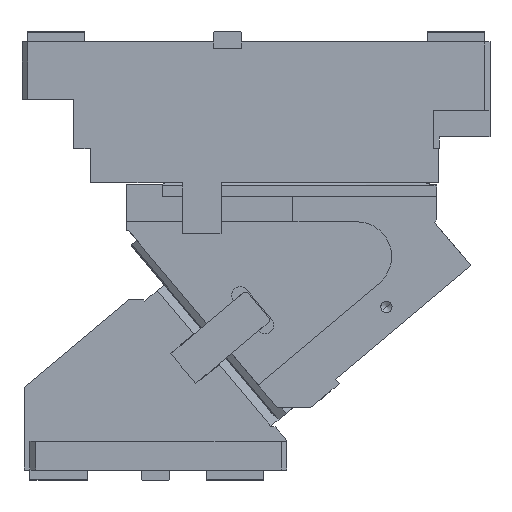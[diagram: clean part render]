
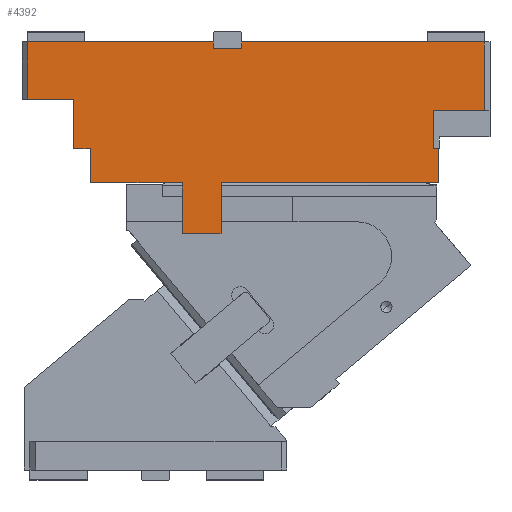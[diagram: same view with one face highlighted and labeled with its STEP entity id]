
A CAD part, front view. The second image highlights one B-rep face of the part: STEP entity #4392.
In plain terms, the highlighted planar face has unit normal (0, -1, 0).
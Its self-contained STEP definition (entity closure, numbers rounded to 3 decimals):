
#364=CARTESIAN_POINT('Vertex',(5.,-200.,0.)) ;
#367=CARTESIAN_POINT('Line Origine',(86.25,-200.,0.)) ;
#371=CARTESIAN_POINT('Vertex',(167.5,-200.,0.)) ;
#498=CARTESIAN_POINT('Vertex',(5.,-200.,-50.)) ;
#501=CARTESIAN_POINT('Line Origine',(5.,-200.,-25.)) ;
#1741=CARTESIAN_POINT('Vertex',(45.,-200.,-93.49)) ;
#1744=CARTESIAN_POINT('Line Origine',(45.,-200.,-71.745)) ;
#1748=CARTESIAN_POINT('Vertex',(45.,-200.,-50.)) ;
#1774=CARTESIAN_POINT('Vertex',(59.85,-200.,-93.49)) ;
#1779=CARTESIAN_POINT('Line Origine',(52.425,-200.,-93.49)) ;
#1819=CARTESIAN_POINT('Vertex',(59.85,-200.,-123.49)) ;
#1822=CARTESIAN_POINT('Line Origine',(59.85,-200.,-108.49)) ;
#2040=CARTESIAN_POINT('Line Origine',(157.35,-200.,-167.99)) ;
#2044=CARTESIAN_POINT('Vertex',(140.35,-200.,-167.99)) ;
#2046=CARTESIAN_POINT('Vertex',(174.35,-200.,-167.99)) ;
#2084=CARTESIAN_POINT('Vertex',(174.35,-200.,-123.49)) ;
#2089=CARTESIAN_POINT('Line Origine',(174.35,-200.,-145.74)) ;
#2199=CARTESIAN_POINT('Line Origine',(140.35,-200.,-145.74)) ;
#2203=CARTESIAN_POINT('Vertex',(140.35,-200.,-123.49)) ;
#2476=CARTESIAN_POINT('Vertex',(364.85,-200.,-123.49)) ;
#2479=CARTESIAN_POINT('Line Origine',(269.6,-200.,-123.49)) ;
#2484=CARTESIAN_POINT('Line Origine',(124.1,-200.,-123.49)) ;
#2488=CARTESIAN_POINT('Vertex',(107.85,-200.,-123.49)) ;
#2491=CARTESIAN_POINT('Line Origine',(83.85,-200.,-123.49)) ;
#3125=CARTESIAN_POINT('Line Origine',(405.,-200.,-30.05)) ;
#3129=CARTESIAN_POINT('Vertex',(405.,-200.,-60.1)) ;
#3131=CARTESIAN_POINT('Vertex',(405.,-200.,0.)) ;
#3354=CARTESIAN_POINT('Line Origine',(382.635,-200.,-60.1)) ;
#3358=CARTESIAN_POINT('Vertex',(360.27,-200.,-60.1)) ;
#3385=CARTESIAN_POINT('Line Origine',(360.27,-200.,-76.795)) ;
#3389=CARTESIAN_POINT('Vertex',(360.27,-200.,-93.49)) ;
#3418=CARTESIAN_POINT('Line Origine',(362.56,-200.,-93.49)) ;
#3422=CARTESIAN_POINT('Vertex',(364.85,-200.,-93.49)) ;
#4058=CARTESIAN_POINT('Line Origine',(364.85,-200.,-108.49)) ;
#4268=CARTESIAN_POINT('Vertex',(192.5,-200.,-6.)) ;
#4271=CARTESIAN_POINT('Line Origine',(192.5,-200.,-3.)) ;
#4275=CARTESIAN_POINT('Vertex',(192.5,-200.,0.)) ;
#4318=CARTESIAN_POINT('Line Origine',(167.5,-200.,-3.)) ;
#4322=CARTESIAN_POINT('Vertex',(167.5,-200.,-6.)) ;
#4342=CARTESIAN_POINT('Line Origine',(180.,-200.,-6.)) ;
#4354=CARTESIAN_POINT('Axis2P3D Location',(208.85,-200.,-85.49)) ;
#4359=CARTESIAN_POINT('Line Origine',(25.,-200.,-50.)) ;
#4364=CARTESIAN_POINT('Line Origine',(298.75,-200.,0.)) ;
#368=DIRECTION('Vector Direction',(1.,0.,0.)) ;
#502=DIRECTION('Vector Direction',(0.,0.,-1.)) ;
#1745=DIRECTION('Vector Direction',(0.,0.,-1.)) ;
#1780=DIRECTION('Vector Direction',(-1.,0.,0.)) ;
#1823=DIRECTION('Vector Direction',(0.,0.,-1.)) ;
#2041=DIRECTION('Vector Direction',(1.,0.,0.)) ;
#2090=DIRECTION('Vector Direction',(0.,0.,1.)) ;
#2200=DIRECTION('Vector Direction',(0.,0.,1.)) ;
#2480=DIRECTION('Vector Direction',(-1.,0.,0.)) ;
#2485=DIRECTION('Vector Direction',(-1.,0.,0.)) ;
#2492=DIRECTION('Vector Direction',(1.,0.,0.)) ;
#3126=DIRECTION('Vector Direction',(0.,0.,1.)) ;
#3355=DIRECTION('Vector Direction',(1.,0.,0.)) ;
#3386=DIRECTION('Vector Direction',(0.,0.,1.)) ;
#3419=DIRECTION('Vector Direction',(1.,0.,0.)) ;
#4059=DIRECTION('Vector Direction',(0.,0.,-1.)) ;
#4272=DIRECTION('Vector Direction',(0.,0.,1.)) ;
#4319=DIRECTION('Vector Direction',(0.,0.,-1.)) ;
#4343=DIRECTION('Vector Direction',(-1.,0.,0.)) ;
#4355=DIRECTION('Axis2P3D Direction',(0.,1.,0.)) ;
#4356=DIRECTION('Axis2P3D XDirection',(0.,0.,1.)) ;
#4360=DIRECTION('Vector Direction',(1.,0.,0.)) ;
#4365=DIRECTION('Vector Direction',(1.,0.,0.)) ;
#4357=AXIS2_PLACEMENT_3D('Plane Axis2P3D',#4354,#4355,#4356) ;
#4370=ORIENTED_EDGE('',*,*,#4346,.T.) ;
#4371=ORIENTED_EDGE('',*,*,#4324,.F.) ;
#4372=ORIENTED_EDGE('',*,*,#373,.F.) ;
#4373=ORIENTED_EDGE('',*,*,#505,.T.) ;
#4374=ORIENTED_EDGE('',*,*,#4363,.T.) ;
#4375=ORIENTED_EDGE('',*,*,#1750,.T.) ;
#4376=ORIENTED_EDGE('',*,*,#1783,.F.) ;
#4377=ORIENTED_EDGE('',*,*,#1826,.T.) ;
#4378=ORIENTED_EDGE('',*,*,#2495,.T.) ;
#4379=ORIENTED_EDGE('',*,*,#2490,.T.) ;
#4380=ORIENTED_EDGE('',*,*,#2205,.F.) ;
#4381=ORIENTED_EDGE('',*,*,#2048,.T.) ;
#4382=ORIENTED_EDGE('',*,*,#2093,.T.) ;
#4383=ORIENTED_EDGE('',*,*,#2483,.T.) ;
#4384=ORIENTED_EDGE('',*,*,#4062,.T.) ;
#4385=ORIENTED_EDGE('',*,*,#3424,.T.) ;
#4386=ORIENTED_EDGE('',*,*,#3391,.T.) ;
#4387=ORIENTED_EDGE('',*,*,#3360,.T.) ;
#4388=ORIENTED_EDGE('',*,*,#3133,.T.) ;
#4389=ORIENTED_EDGE('',*,*,#4368,.F.) ;
#4390=ORIENTED_EDGE('',*,*,#4277,.F.) ;
#369=VECTOR('Line Direction',#368,1.) ;
#503=VECTOR('Line Direction',#502,1.) ;
#1746=VECTOR('Line Direction',#1745,1.) ;
#1781=VECTOR('Line Direction',#1780,1.) ;
#1824=VECTOR('Line Direction',#1823,1.) ;
#2042=VECTOR('Line Direction',#2041,1.) ;
#2091=VECTOR('Line Direction',#2090,1.) ;
#2201=VECTOR('Line Direction',#2200,1.) ;
#2481=VECTOR('Line Direction',#2480,1.) ;
#2486=VECTOR('Line Direction',#2485,1.) ;
#2493=VECTOR('Line Direction',#2492,1.) ;
#3127=VECTOR('Line Direction',#3126,1.) ;
#3356=VECTOR('Line Direction',#3355,1.) ;
#3387=VECTOR('Line Direction',#3386,1.) ;
#3420=VECTOR('Line Direction',#3419,1.) ;
#4060=VECTOR('Line Direction',#4059,1.) ;
#4273=VECTOR('Line Direction',#4272,1.) ;
#4320=VECTOR('Line Direction',#4319,1.) ;
#4344=VECTOR('Line Direction',#4343,1.) ;
#4361=VECTOR('Line Direction',#4360,1.) ;
#4366=VECTOR('Line Direction',#4365,1.) ;
#4392=ADVANCED_FACE('CAM HOLDER',(#4391),#4358,.F.) ;
#373=EDGE_CURVE('',#365,#372,#370,.T.) ;
#505=EDGE_CURVE('',#365,#499,#504,.T.) ;
#1750=EDGE_CURVE('',#1749,#1742,#1747,.T.) ;
#1783=EDGE_CURVE('',#1775,#1742,#1782,.T.) ;
#1826=EDGE_CURVE('',#1775,#1820,#1825,.T.) ;
#2048=EDGE_CURVE('',#2045,#2047,#2043,.T.) ;
#2093=EDGE_CURVE('',#2047,#2085,#2092,.T.) ;
#2205=EDGE_CURVE('',#2045,#2204,#2202,.T.) ;
#2483=EDGE_CURVE('',#2085,#2477,#2482,.F.) ;
#2490=EDGE_CURVE('',#2489,#2204,#2487,.F.) ;
#2495=EDGE_CURVE('',#1820,#2489,#2494,.T.) ;
#3133=EDGE_CURVE('',#3130,#3132,#3128,.T.) ;
#3360=EDGE_CURVE('',#3359,#3130,#3357,.T.) ;
#3391=EDGE_CURVE('',#3390,#3359,#3388,.T.) ;
#3424=EDGE_CURVE('',#3423,#3390,#3421,.F.) ;
#4062=EDGE_CURVE('',#2477,#3423,#4061,.F.) ;
#4277=EDGE_CURVE('',#4269,#4276,#4274,.T.) ;
#4324=EDGE_CURVE('',#372,#4323,#4321,.T.) ;
#4346=EDGE_CURVE('',#4269,#4323,#4345,.T.) ;
#4363=EDGE_CURVE('',#499,#1749,#4362,.T.) ;
#4368=EDGE_CURVE('',#4276,#3132,#4367,.T.) ;
#4369=EDGE_LOOP('',(#4370,#4371,#4372,#4373,#4374,#4375,#4376,#4377,#4378,#4379,#4380,#4381,#4382,#4383,#4384,#4385,#4386,#4387,#4388,#4389,#4390)) ;
#4391=FACE_OUTER_BOUND('',#4369,.T.) ;
#370=LINE('Line',#367,#369) ;
#504=LINE('Line',#501,#503) ;
#1747=LINE('Line',#1744,#1746) ;
#1782=LINE('Line',#1779,#1781) ;
#1825=LINE('Line',#1822,#1824) ;
#2043=LINE('Line',#2040,#2042) ;
#2092=LINE('Line',#2089,#2091) ;
#2202=LINE('Line',#2199,#2201) ;
#2482=LINE('Line',#2479,#2481) ;
#2487=LINE('Line',#2484,#2486) ;
#2494=LINE('Line',#2491,#2493) ;
#3128=LINE('Line',#3125,#3127) ;
#3357=LINE('Line',#3354,#3356) ;
#3388=LINE('Line',#3385,#3387) ;
#3421=LINE('Line',#3418,#3420) ;
#4061=LINE('Line',#4058,#4060) ;
#4274=LINE('Line',#4271,#4273) ;
#4321=LINE('Line',#4318,#4320) ;
#4345=LINE('Line',#4342,#4344) ;
#4362=LINE('Line',#4359,#4361) ;
#4367=LINE('Line',#4364,#4366) ;
#4358=PLANE('Plane',#4357) ;
#365=VERTEX_POINT('',#364) ;
#372=VERTEX_POINT('',#371) ;
#499=VERTEX_POINT('',#498) ;
#1742=VERTEX_POINT('',#1741) ;
#1749=VERTEX_POINT('',#1748) ;
#1775=VERTEX_POINT('',#1774) ;
#1820=VERTEX_POINT('',#1819) ;
#2045=VERTEX_POINT('',#2044) ;
#2047=VERTEX_POINT('',#2046) ;
#2085=VERTEX_POINT('',#2084) ;
#2204=VERTEX_POINT('',#2203) ;
#2477=VERTEX_POINT('',#2476) ;
#2489=VERTEX_POINT('',#2488) ;
#3130=VERTEX_POINT('',#3129) ;
#3132=VERTEX_POINT('',#3131) ;
#3359=VERTEX_POINT('',#3358) ;
#3390=VERTEX_POINT('',#3389) ;
#3423=VERTEX_POINT('',#3422) ;
#4269=VERTEX_POINT('',#4268) ;
#4276=VERTEX_POINT('',#4275) ;
#4323=VERTEX_POINT('',#4322) ;
